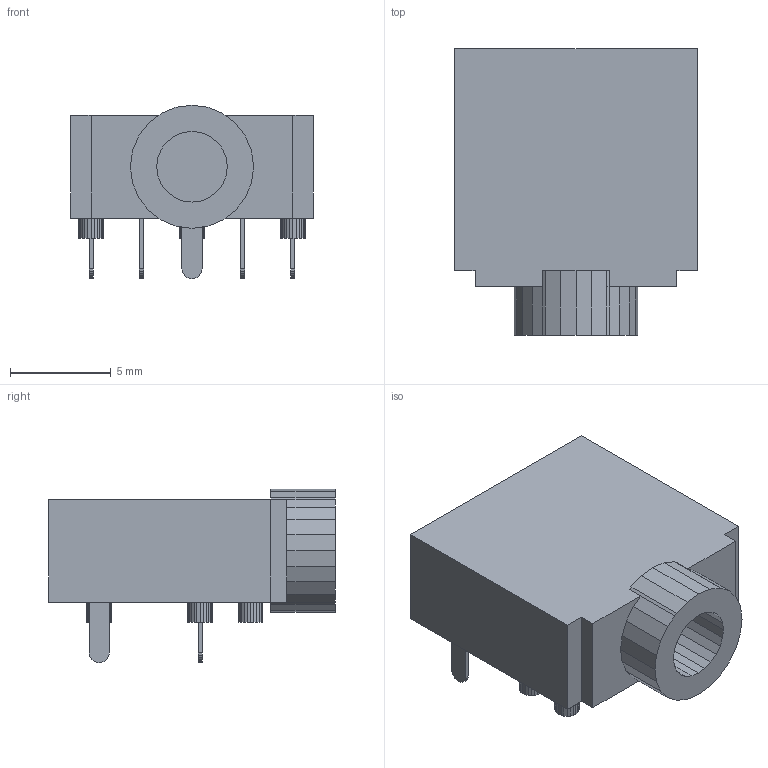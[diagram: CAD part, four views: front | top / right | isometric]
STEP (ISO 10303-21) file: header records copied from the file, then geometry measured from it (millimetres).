
FILE_DESCRIPTION(('FreeCAD Model'),'2;1');
FILE_NAME('Jack_3.5mm_Tayda_A853_Horizontal.step', '2018-03-14T18:59:08',('kicad StepUp'),('ksu MCAD'), 'Open CASCADE STEP processor 6.8','FreeCAD','Unknown');
FILE_SCHEMA(('AUTOMOTIVE_DESIGN_CC2 { 1 2 10303 214 -1 1 5 4 }'));
Length unit declared in the file: millimetre
Products named in the file (2): ASSEMBLY; Compound001
Assembly tree (1 placements, depth 2):
  ASSEMBLY
    Compound001
Bounding box: 12 x 14.2 x 8.6 mm (x, y, z)
Volume: 0 mm3; surface area: 1541.2 mm2
Topology: 1 solids, 30 shells, 552 faces, 1988 edges, 1465 vertices
Faces by surface type: plane 552
Entity records: 20803 total; most frequent: CARTESIAN_POINT 4007, ORIENTED_EDGE 3107, DIRECTION 3096, EDGE_CURVE 1988, LINE 1988, VECTOR 1988, VERTEX_POINT 1465, FACE_BOUND 574
